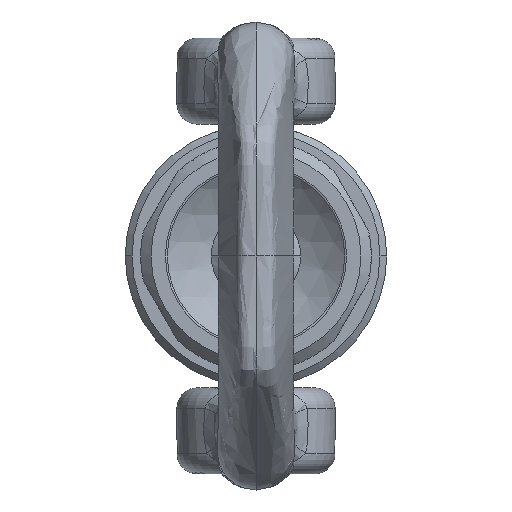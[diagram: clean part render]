
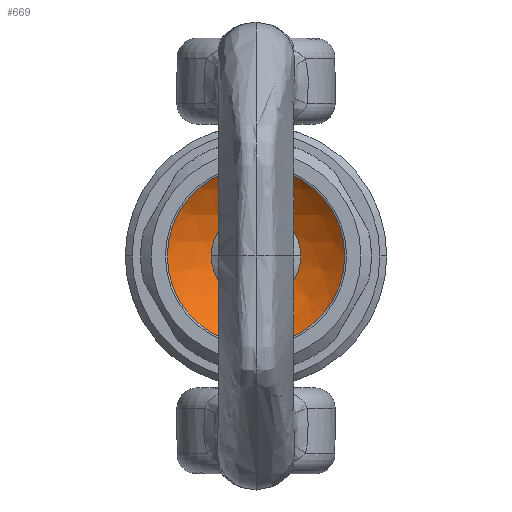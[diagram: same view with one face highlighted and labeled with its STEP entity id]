
A CAD part, left-side view. The second image highlights one B-rep face of the part: STEP entity #669.
In plain terms, the highlighted spherical face has radius 18.5 mm.
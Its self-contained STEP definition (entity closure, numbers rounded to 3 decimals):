
#669=ADVANCED_FACE('',(#1446,#1447),#1448,.F.);
#1446=FACE_BOUND('',#13674,.T.);
#1447=FACE_OUTER_BOUND('',#13675,.T.);
#1448=SPHERICAL_SURFACE('',#13676,18.5);
#13674=EDGE_LOOP('',(#15611,#15612));
#13675=EDGE_LOOP('',(#15613,#15614));
#13676=AXIS2_PLACEMENT_3D('',#15615,#15616,#15617);
#15611=ORIENTED_EDGE('',*,*,#17101,.T.);
#15612=ORIENTED_EDGE('',*,*,#17106,.T.);
#15613=ORIENTED_EDGE('',*,*,#17074,.T.);
#15614=ORIENTED_EDGE('',*,*,#17247,.T.);
#15615=CARTESIAN_POINT('',(-13.162,0.0,0.0));
#15616=DIRECTION('',(0.0,0.0,-1.0));
#15617=DIRECTION('',(0.0,1.0,0.0));
#17074=EDGE_CURVE('',#18404,#18408,#18410,.T.);
#17101=EDGE_CURVE('',#18457,#18455,#18458,.T.);
#17106=EDGE_CURVE('',#18455,#18457,#18464,.T.);
#17247=EDGE_CURVE('',#18408,#18404,#18659,.T.);
#18404=VERTEX_POINT('',#28851);
#18408=VERTEX_POINT('',#28855);
#18410=CIRCLE('',#28857,12.885);
#18455=VERTEX_POINT('',#28910);
#18457=VERTEX_POINT('',#28913);
#18458=CIRCLE('',#28914,6.5);
#18464=CIRCLE('',#28921,6.5);
#18659=CIRCLE('',#29415,12.885);
#28851=CARTESIAN_POINT('',(0.113,0.0,12.885));
#28855=CARTESIAN_POINT('',(0.113,0.,-12.885));
#28857=AXIS2_PLACEMENT_3D('',#30801,#30802,#30803);
#28910=CARTESIAN_POINT('',(4.158,0.,6.5));
#28913=CARTESIAN_POINT('',(4.158,0.,-6.5));
#28914=AXIS2_PLACEMENT_3D('',#30849,#30850,#30851);
#28921=AXIS2_PLACEMENT_3D('',#30859,#30860,#30861);
#29415=AXIS2_PLACEMENT_3D('',#30984,#30985,#30986);
#30801=CARTESIAN_POINT('',(0.113,0.0,0.0));
#30802=DIRECTION('',(-1.0,0.0,0.0));
#30803=DIRECTION('',(0.0,0.0,1.0));
#30849=CARTESIAN_POINT('',(4.158,0.0,0.0));
#30850=DIRECTION('',(1.0,0.0,-0.0));
#30851=DIRECTION('',(0.0,0.0,1.0));
#30859=CARTESIAN_POINT('',(4.158,0.0,0.0));
#30860=DIRECTION('',(1.0,0.0,-0.0));
#30861=DIRECTION('',(0.0,0.0,1.0));
#30984=CARTESIAN_POINT('',(0.113,0.0,0.0));
#30985=DIRECTION('',(-1.0,0.0,0.0));
#30986=DIRECTION('',(0.0,0.0,1.0));
